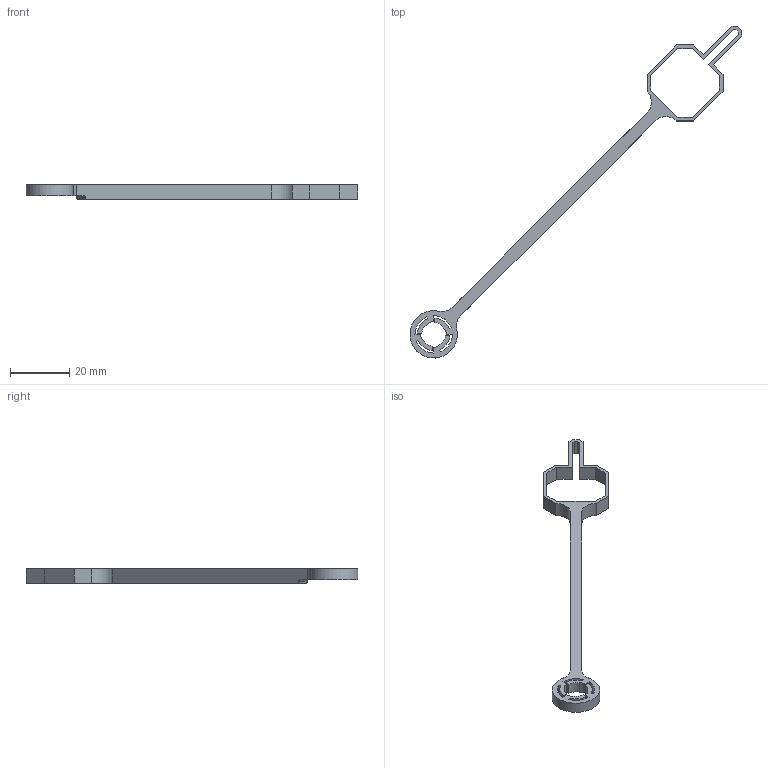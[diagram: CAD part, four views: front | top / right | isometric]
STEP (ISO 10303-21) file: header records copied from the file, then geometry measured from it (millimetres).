
FILE_DESCRIPTION(/* description */ (''),/* implementation_level */ '2;1');
FILE_NAME(/* name */ 'sp_holder.step',/* time_stamp */ '2025-05-27T14:38:26+09:00',/* author */ (''),/* organization */ (''),/* preprocessor_version */ 'ST-DEVELOPER v20.1',/* originating_system */ 'Autodesk Translation Framework v14.10.0.0',/* authorisation */ '');
FILE_SCHEMA (('AUTOMOTIVE_DESIGN { 1 0 10303 214 3 1 1 }'));
Length unit declared in the file: millimetre
Products named in the file (5): Chladni Plate Holder; holder; foot; speaker_positioner; copy this component
Assembly tree (4 placements, depth 5):
  Chladni Plate Holder
    holder
      foot
        speaker_positioner
          copy this component
Bounding box: 111.99 x 111.99 x 5 mm (x, y, z)
Volume: 3145 mm3; surface area: 3862 mm2
Topology: 1 solids, 1 shells, 73 faces, 213 edges, 142 vertices
Faces by surface type: plane 46, cylinder 27
Entity records: 2542 total; most frequent: CARTESIAN_POINT 437, DIRECTION 431, ORIENTED_EDGE 426, EDGE_CURVE 213, LINE 159, VECTOR 159, VERTEX_POINT 142, AXIS2_PLACEMENT_3D 136
